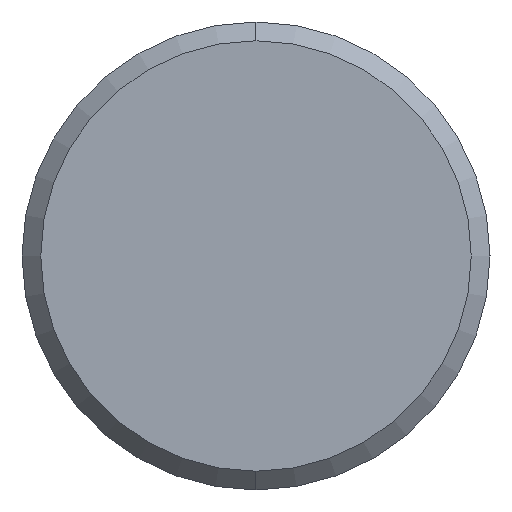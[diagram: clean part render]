
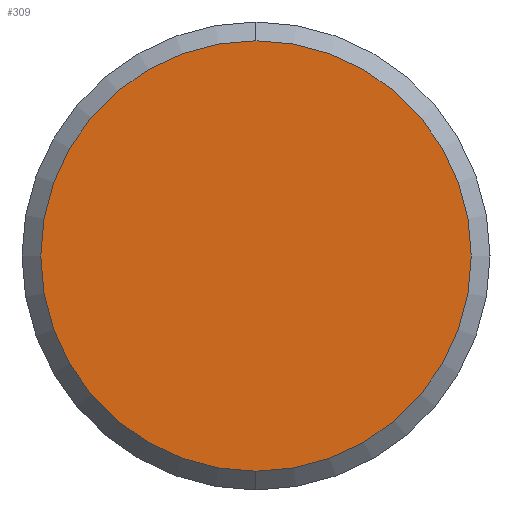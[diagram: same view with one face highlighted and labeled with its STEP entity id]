
A CAD part, left-side view. The second image highlights one B-rep face of the part: STEP entity #309.
In plain terms, the highlighted planar face has unit normal (-1, 0, 0).
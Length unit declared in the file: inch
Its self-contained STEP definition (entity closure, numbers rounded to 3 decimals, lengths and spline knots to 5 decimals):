
#18 = AXIS2_PLACEMENT_3D ( 'NONE', #437, #1111, #1955 ) ;
#106 = EDGE_LOOP ( 'NONE', ( #1800, #1930 ) ) ;
#259 = CARTESIAN_POINT ( 'NONE',  ( 0., 0., 0.11485 ) ) ;
#309 = ADVANCED_FACE ( 'NONE', ( #846 ), #1977, .T. ) ;
#372 = CARTESIAN_POINT ( 'NONE',  ( 0., 0., 0. ) ) ;
#437 = CARTESIAN_POINT ( 'NONE',  ( 0., 0., 0. ) ) ;
#566 = DIRECTION ( 'NONE',  ( 0., 0., 1. ) ) ;
#715 = CIRCLE ( 'NONE', #18, 0.11485 ) ;
#746 = DIRECTION ( 'NONE',  ( -1., 0., 0. ) ) ;
#846 = FACE_OUTER_BOUND ( 'NONE', #106, .T. ) ;
#1085 = CIRCLE ( 'NONE', #1766, 0.11485 ) ;
#1111 = DIRECTION ( 'NONE',  ( -1., 0., 0. ) ) ;
#1229 = CARTESIAN_POINT ( 'NONE',  ( 0., 0., 0. ) ) ;
#1423 = CARTESIAN_POINT ( 'NONE',  ( 0., 0., -0.11485 ) ) ;
#1486 = EDGE_CURVE ( 'NONE', #2418, #1737, #715, .T. ) ;
#1737 = VERTEX_POINT ( 'NONE', #1423 ) ;
#1766 = AXIS2_PLACEMENT_3D ( 'NONE', #372, #746, #566 ) ;
#1800 = ORIENTED_EDGE ( 'NONE', *, *, #2281, .T. ) ;
#1930 = ORIENTED_EDGE ( 'NONE', *, *, #1486, .T. ) ;
#1955 = DIRECTION ( 'NONE',  ( 0., 0., 1. ) ) ;
#1977 = PLANE ( 'NONE',  #2035 ) ;
#2035 = AXIS2_PLACEMENT_3D ( 'NONE', #1229, #2172, #2189 ) ;
#2172 = DIRECTION ( 'NONE',  ( -1., 0., 0. ) ) ;
#2189 = DIRECTION ( 'NONE',  ( 0., 0., 1. ) ) ;
#2281 = EDGE_CURVE ( 'NONE', #1737, #2418, #1085, .T. ) ;
#2418 = VERTEX_POINT ( 'NONE', #259 ) ;
